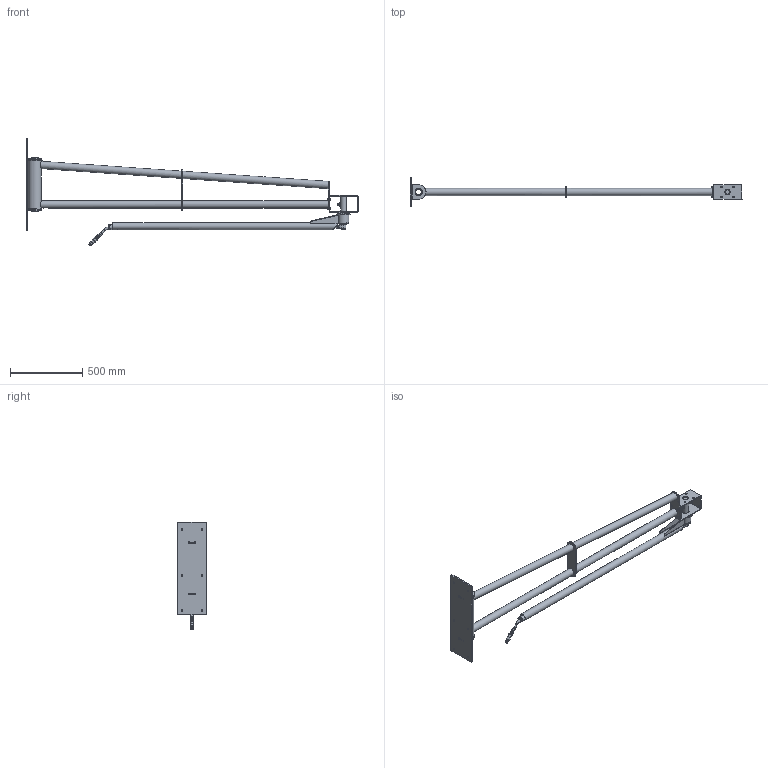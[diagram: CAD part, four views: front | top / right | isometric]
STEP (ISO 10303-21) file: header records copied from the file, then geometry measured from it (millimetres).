
FILE_DESCRIPTION(/* description */ (''),/* implementation_level */ '2;1');
FILE_NAME(/* name */ '60.972.stp',/* time_stamp */ '2019-03-14T07:42:00+01:00',/* author */ ('d.raschle'),/* organization */ (''),/* preprocessor_version */ 'ST-DEVELOPER v16.1',/* originating_system */ 'Autodesk Inventor 2016',/* authorisation */ '');
FILE_SCHEMA (('AUTOMOTIVE_DESIGN { 1 0 10303 214 3 1 1 }'));
Length unit declared in the file: millimetre
Products named in the file (1): Bauteil3
Bounding box: 2294.5 x 200 x 745.67 mm (x, y, z)
Volume: 5736760.6 mm3; surface area: 2604364.7 mm2
Topology: 6 solids, 23 shells, 932 faces, 2302 edges, 1449 vertices
Faces by surface type: plane 414, cylinder 262, cone 136, torus 92, sphere 21, bspline 7
Full cylindrical faces by diameter (mm): 5 x2, 6 x3, 6.4 x2, 7 x4, 7.323 x4, 8 x8, 8.5 x10, 9.2 x1, 10 x1, 10.7 x2, 11.4 x4, 11.445 x2, 11.45 x1, 12 x14, 13.16 x1, 13.45 x2, 14 x2, 14.2 x1, 14.5 x1, 14.6 x1, 14.8 x1, 15 x2, 16.5 x1, 16.66 x1, 16.662 x1, 18.076 x1, 18.5 x1, 21.679 x1, 23.8 x1, 27 x1
Entity records: 29103 total; most frequent: CARTESIAN_POINT 7875, DIRECTION 4305, ORIENTED_EDGE 3900, EDGE_CURVE 1898, AXIS2_PLACEMENT_3D 1794, EDGE_LOOP 1339, VERTEX_POINT 1310, FACE_OUTER_BOUND 932
